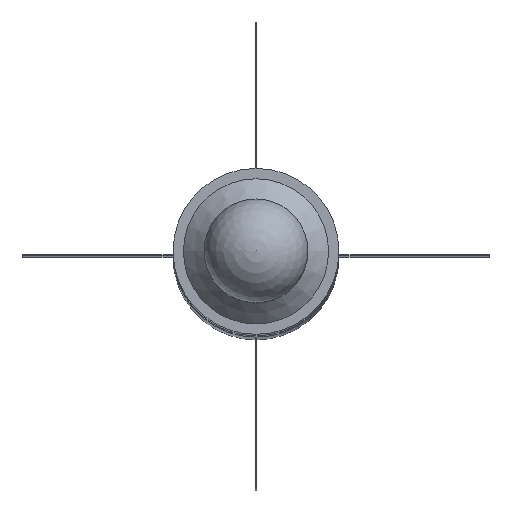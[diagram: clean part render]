
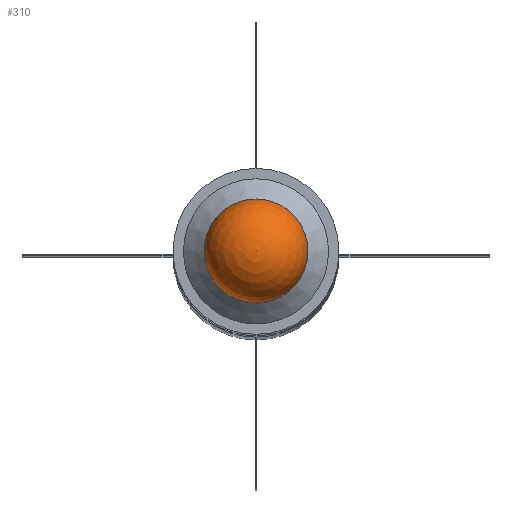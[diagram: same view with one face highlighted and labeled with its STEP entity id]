
A CAD part, top view. The second image highlights one B-rep face of the part: STEP entity #310.
In plain terms, the highlighted spherical face has radius 100 mm.
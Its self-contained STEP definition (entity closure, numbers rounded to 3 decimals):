
#129 = CYLINDRICAL_SURFACE('',#130,100.);
#130 = AXIS2_PLACEMENT_3D('',#131,#132,#133);
#131 = CARTESIAN_POINT('',(0.,0.,6735.));
#132 = DIRECTION('',(-0.,0.,-1.));
#133 = DIRECTION('',(-1.,0.,0.));
#224 = VERTEX_POINT('',#225);
#225 = CARTESIAN_POINT('',(-100.,0.,6735.)
  );
#246 = EDGE_CURVE('',#224,#224,#247,.T.);
#247 = SURFACE_CURVE('',#248,(#253,#260),.PCURVE_S1.);
#248 = CIRCLE('',#249,100.);
#249 = AXIS2_PLACEMENT_3D('',#250,#251,#252);
#250 = CARTESIAN_POINT('',(0.,0.,6735.));
#251 = DIRECTION('',(0.,0.,1.));
#252 = DIRECTION('',(-1.,0.,0.));
#253 = PCURVE('',#129,#254);
#254 = DEFINITIONAL_REPRESENTATION('',(#255),#259);
#255 = LINE('',#256,#257);
#256 = CARTESIAN_POINT('',(-0.,0.));
#257 = VECTOR('',#258,1.);
#258 = DIRECTION('',(-1.,0.));
#259 = ( GEOMETRIC_REPRESENTATION_CONTEXT(2) 
PARAMETRIC_REPRESENTATION_CONTEXT() REPRESENTATION_CONTEXT('2D SPACE',''
  ) );
#260 = PCURVE('',#261,#266);
#261 = SPHERICAL_SURFACE('',#262,100.);
#262 = AXIS2_PLACEMENT_3D('',#263,#264,#265);
#263 = CARTESIAN_POINT('',(0.,0.,6735.));
#264 = DIRECTION('',(-0.,0.,-1.));
#265 = DIRECTION('',(-1.,0.,0.));
#266 = DEFINITIONAL_REPRESENTATION('',(#267),#271);
#267 = LINE('',#268,#269);
#268 = CARTESIAN_POINT('',(-0.,0.));
#269 = VECTOR('',#270,1.);
#270 = DIRECTION('',(-1.,0.));
#271 = ( GEOMETRIC_REPRESENTATION_CONTEXT(2) 
PARAMETRIC_REPRESENTATION_CONTEXT() REPRESENTATION_CONTEXT('2D SPACE',''
  ) );
#310 = ADVANCED_FACE('',(#311),#261,.T.);
#311 = FACE_BOUND('',#312,.F.);
#312 = EDGE_LOOP('',(#313,#337,#338));
#313 = ORIENTED_EDGE('',*,*,#314,.T.);
#314 = EDGE_CURVE('',#315,#224,#317,.T.);
#315 = VERTEX_POINT('',#316);
#316 = CARTESIAN_POINT('',(0.,0.,6835.));
#317 = SEAM_CURVE('',#318,(#323,#330),.PCURVE_S1.);
#318 = CIRCLE('',#319,100.);
#319 = AXIS2_PLACEMENT_3D('',#320,#321,#322);
#320 = CARTESIAN_POINT('',(0.,0.,6735.));
#321 = DIRECTION('',(0.,-1.,0.));
#322 = DIRECTION('',(1.,0.,0.));
#323 = PCURVE('',#261,#324);
#324 = DEFINITIONAL_REPRESENTATION('',(#325),#329);
#325 = LINE('',#326,#327);
#326 = CARTESIAN_POINT('',(-0.,-3.142));
#327 = VECTOR('',#328,1.);
#328 = DIRECTION('',(-0.,1.));
#329 = ( GEOMETRIC_REPRESENTATION_CONTEXT(2) 
PARAMETRIC_REPRESENTATION_CONTEXT() REPRESENTATION_CONTEXT('2D SPACE',''
  ) );
#330 = PCURVE('',#261,#331);
#331 = DEFINITIONAL_REPRESENTATION('',(#332),#336);
#332 = LINE('',#333,#334);
#333 = CARTESIAN_POINT('',(-6.283,-3.142));
#334 = VECTOR('',#335,1.);
#335 = DIRECTION('',(-0.,1.));
#336 = ( GEOMETRIC_REPRESENTATION_CONTEXT(2) 
PARAMETRIC_REPRESENTATION_CONTEXT() REPRESENTATION_CONTEXT('2D SPACE',''
  ) );
#337 = ORIENTED_EDGE('',*,*,#246,.F.);
#338 = ORIENTED_EDGE('',*,*,#314,.F.);
